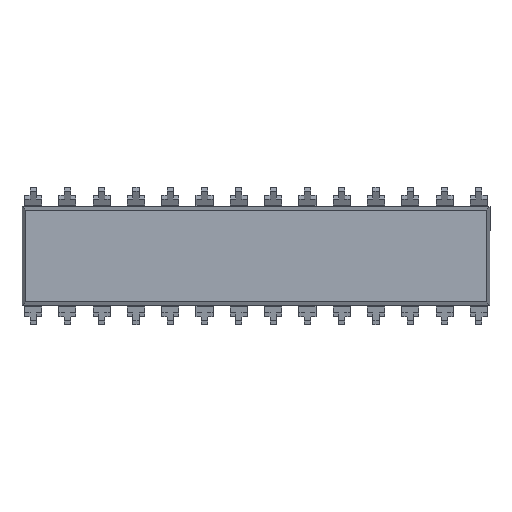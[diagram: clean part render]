
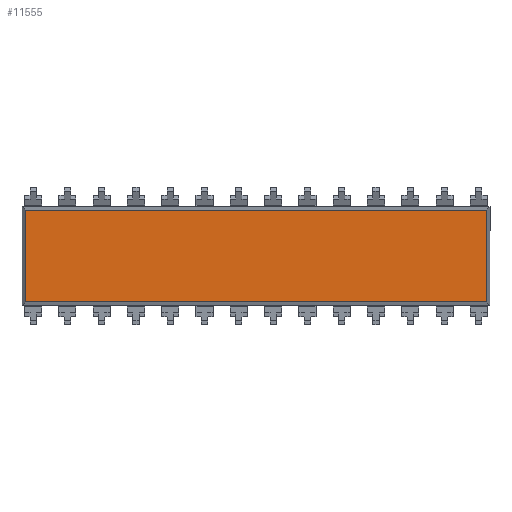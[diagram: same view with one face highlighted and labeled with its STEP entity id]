
A CAD part, front view. The second image highlights one B-rep face of the part: STEP entity #11555.
In plain terms, the highlighted planar face has unit normal (0, -1, 0).
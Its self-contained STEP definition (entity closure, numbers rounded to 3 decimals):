
#213 = LINE ( 'NONE', #1310, #9425 ) ;
#392 = EDGE_LOOP ( 'NONE', ( #1489, #7509, #4605, #10941 ) ) ;
#856 = AXIS2_PLACEMENT_3D ( 'NONE', #9714, #10602, #8720 ) ;
#1254 = VERTEX_POINT ( 'NONE', #10300 ) ;
#1310 = CARTESIAN_POINT ( 'NONE',  ( 17.336, 0.508, 3.402 ) ) ;
#1489 = ORIENTED_EDGE ( 'NONE', *, *, #3359, .T. ) ;
#2020 = VERTEX_POINT ( 'NONE', #2174 ) ;
#2174 = CARTESIAN_POINT ( 'NONE',  ( -17.086, 0.508, -3.402 ) ) ;
#2374 = LINE ( 'NONE', #5488, #11552 ) ;
#2630 = DIRECTION ( 'NONE',  ( 1., 0., 0. ) ) ;
#3359 = EDGE_CURVE ( 'NONE', #2020, #3911, #2374, .T. ) ;
#3911 = VERTEX_POINT ( 'NONE', #7433 ) ;
#4605 = ORIENTED_EDGE ( 'NONE', *, *, #7882, .T. ) ;
#5043 = VECTOR ( 'NONE', #11249, 1000. ) ;
#5488 = CARTESIAN_POINT ( 'NONE',  ( -17.335, 0.508, -3.402 ) ) ;
#7433 = CARTESIAN_POINT ( 'NONE',  ( 17.086, 0.508, -3.402 ) ) ;
#7475 = LINE ( 'NONE', #8027, #8082 ) ;
#7509 = ORIENTED_EDGE ( 'NONE', *, *, #11643, .T. ) ;
#7596 = LINE ( 'NONE', #9257, #5043 ) ;
#7882 = EDGE_CURVE ( 'NONE', #11298, #1254, #213, .T. ) ;
#8027 = CARTESIAN_POINT ( 'NONE',  ( 17.086, 0.508, -3.651 ) ) ;
#8082 = VECTOR ( 'NONE', #11910, 1000. ) ;
#8234 = EDGE_CURVE ( 'NONE', #1254, #2020, #7596, .T. ) ;
#8363 = CARTESIAN_POINT ( 'NONE',  ( 17.086, 0.508, 3.402 ) ) ;
#8720 = DIRECTION ( 'NONE',  ( 0., 0., -1. ) ) ;
#9257 = CARTESIAN_POINT ( 'NONE',  ( -17.086, 0.508, 3.651 ) ) ;
#9425 = VECTOR ( 'NONE', #10829, 1000. ) ;
#9714 = CARTESIAN_POINT ( 'NONE',  ( 0., 0.508, 0. ) ) ;
#10300 = CARTESIAN_POINT ( 'NONE',  ( -17.086, 0.508, 3.402 ) ) ;
#10602 = DIRECTION ( 'NONE',  ( 0., -1., 0. ) ) ;
#10829 = DIRECTION ( 'NONE',  ( -1., 0., 0. ) ) ;
#10941 = ORIENTED_EDGE ( 'NONE', *, *, #8234, .T. ) ;
#11249 = DIRECTION ( 'NONE',  ( 0., 0., -1. ) ) ;
#11298 = VERTEX_POINT ( 'NONE', #8363 ) ;
#11410 = FACE_OUTER_BOUND ( 'NONE', #392, .T. ) ;
#11552 = VECTOR ( 'NONE', #2630, 1000. ) ;
#11555 = ADVANCED_FACE ( 'NONE', ( #11410 ), #11573, .T. ) ;
#11573 = PLANE ( 'NONE',  #856 ) ;
#11643 = EDGE_CURVE ( 'NONE', #3911, #11298, #7475, .T. ) ;
#11910 = DIRECTION ( 'NONE',  ( 0., 0., 1. ) ) ;
